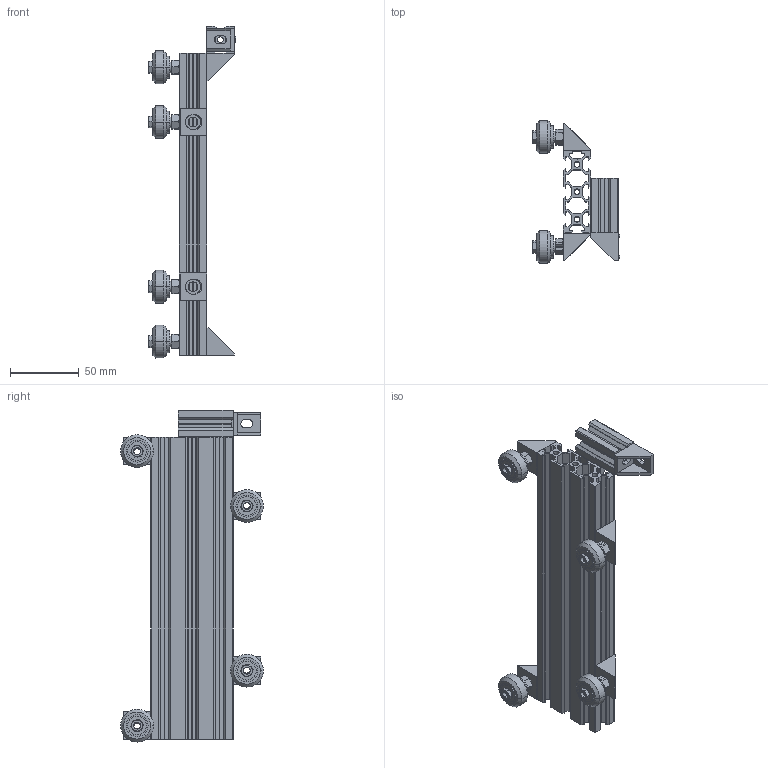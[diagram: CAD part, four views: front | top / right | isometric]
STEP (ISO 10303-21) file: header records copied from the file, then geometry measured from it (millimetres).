
FILE_DESCRIPTION(('FreeCAD Model'),'2;1');
FILE_NAME('Axis_X-Truck.step', '2020-08-13T03:30:38',('Author'),(''), 'Open CASCADE STEP processor 7.3','FreeCAD','Unknown');
FILE_SCHEMA(('AUTOMOTIVE_DESIGN { 1 0 10303 214 1 1 1 1 }'));
Length unit declared in the file: millimetre
Products named in the file (9): V-Slot_20x60x220mm_001; Vwheel-Corner_003; Vwheel-Corner_004; Black_Angle_Corner_Connector1_001; Black_Angle_Corner_Connector1_002; Vwheel-Corner_002; Vwheel-Corner_001; V-Slot_20x20x40mm_002; Cast_Corner_Bracket1_002
Bounding box: 63.47 x 103.9 x 241.95 mm (x, y, z)
Volume: 140880.6 mm3; surface area: 133914.5 mm2
Topology: 37 solids, 37 shells, 848 faces, 2052 edges, 1332 vertices
Faces by surface type: plane 466, cylinder 290, cone 92
Entity records: 63335 total; most frequent: CARTESIAN_POINT 17527, DIRECTION 7102, ORIENTED_EDGE 4104, PCURVE 4104, DEFINITIONAL_REPRESENTATION 4104, LINE 3966, VECTOR 3966, EDGE_CURVE 2052
